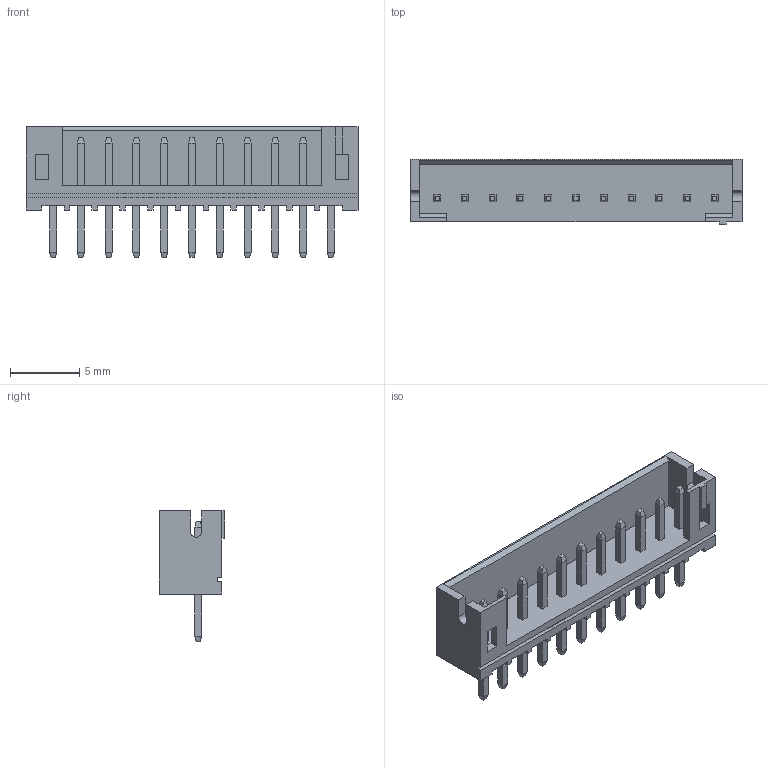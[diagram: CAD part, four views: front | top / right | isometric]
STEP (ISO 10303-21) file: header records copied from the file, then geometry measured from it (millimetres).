
FILE_DESCRIPTION(('STEP AP214'), '1');
FILE_NAME('BxB-PH-K-S', '', ('UNSPECIFIED'), ('UNSPECIFIED'), 'ASCON STEP Converter 1.6', 'ASCON Math Kernel', '');
FILE_SCHEMA(('AUTOMOTIVE_DESIGN { 1 0 10303 214 3 1 1}'));
Length unit declared in the file: millimetre
Bounding box: 23.9 x 4.7 x 9.4 mm (x, y, z)
Volume: 249.7 mm3; surface area: 803.6 mm2
Topology: 1 solids, 1 shells, 280 faces, 688 edges, 429 vertices
Faces by surface type: plane 278, cylinder 2
Entity records: 10252 total; most frequent: CARTESIAN_POINT 1398, ORIENTED_EDGE 1376, DIRECTION 1254, EDGE_CURVE 688, LINE 684, VECTOR 684, VERTEX_POINT 429, FACE_BOUND 303
